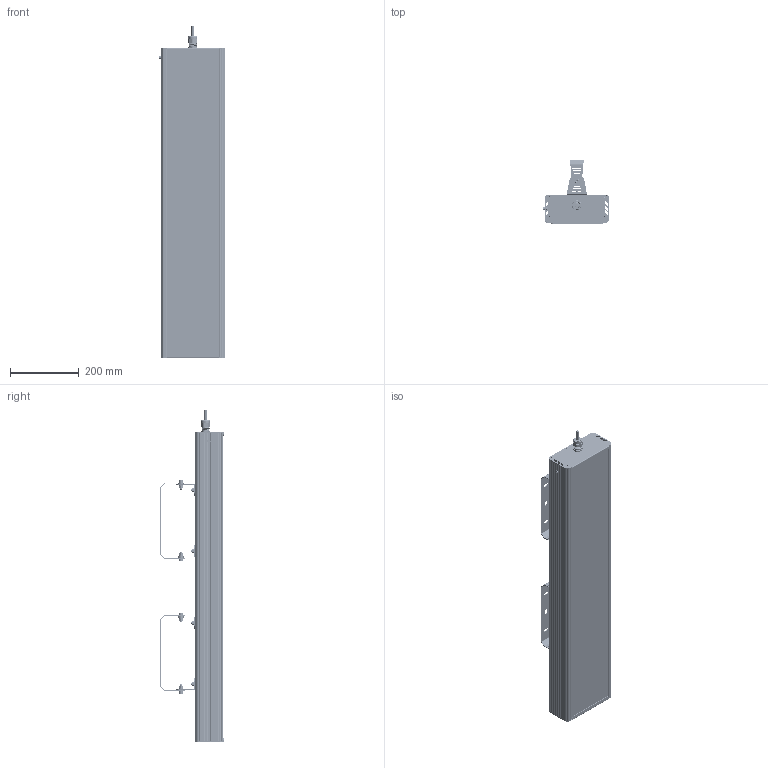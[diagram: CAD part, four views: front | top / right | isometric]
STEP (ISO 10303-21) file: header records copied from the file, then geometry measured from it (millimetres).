
FILE_DESCRIPTION(('STEP AP214'), '1');
FILE_NAME('001.0096.38.000 - ÃÑÏ-Ýêñòðà-Îïòèê-2Åõ-180', '', ('UNSPECIFIED'), ('UNSPECIFIED'), 'C3D Converter', 'C3D Toolkit', '');
FILE_SCHEMA(('AUTOMOTIVE_DESIGN { 1 0 10303 214 3 1 1}'));
Length unit declared in the file: millimetre
Products named in the file (44): 001.0096.38.000; #3274; #3333; #3392; #3451; #3536; #3595; #3654; #3713
Assembly tree (85 placements, depth 4):
  001.0096.38.000
    (unnamed)
      (unnamed)
      (unnamed)
      (unnamed)
      (unnamed)
      (unnamed)
      (unnamed)
      (unnamed)
      (unnamed)  x6
      (unnamed)  x6
      (unnamed)
      (unnamed)
      (unnamed)  x18
        (unnamed)
        (unnamed)
        (unnamed)
        (unnamed)
        (unnamed)
        (unnamed)
        (unnamed)
        (unnamed)
        (unnamed)
        (unnamed)
      (unnamed)
        (unnamed)
    (unnamed)  x2
      (unnamed)
      (unnamed)
      (unnamed)
      (unnamed)
      (unnamed)
      (unnamed)
      (unnamed)
      (unnamed)
      #3274
      #3333
      #3392
      #3451
      #3536
      #3595
      #3654
      #3713
      (unnamed)
Bounding box: 192.43 x 184.65 x 964 mm (x, y, z)
Volume: 3044345.3 mm3; surface area: 2281145.2 mm2
Topology: 655 solids, 655 shells, 8751 faces, 19605 edges, 13026 vertices
Faces by surface type: plane 6262, cylinder 2046, bspline 299, cone 117, sphere 18, torus 9
Full cylindrical faces by diameter (mm): 1 x18, 2 x36, 2.5 x72, 2.8 x450, 3.2 x18, 3.5 x108, 4 x13, 4.917 x4, 5 x2, 6 x9, 6.6 x4, 6.647 x4, 7 x2, 8 x16, 8.5 x8, 9 x242, 10 x1, 11 x4, 12.5 x1, 13 x5, 15 x8, 16 x1, 17 x1, 18 x1, 18.5 x1, 19 x1, 20 x1, 21.5 x1, 22 x2, 25.5 x1
Entity records: 94417 total; most frequent: CARTESIAN_POINT 47036, DIRECTION 8916, ORIENTED_EDGE 7786, EDGE_CURVE 3893, AXIS2_PLACEMENT_3D 3177, VERTEX_POINT 2693, LINE 2562, VECTOR 2562
